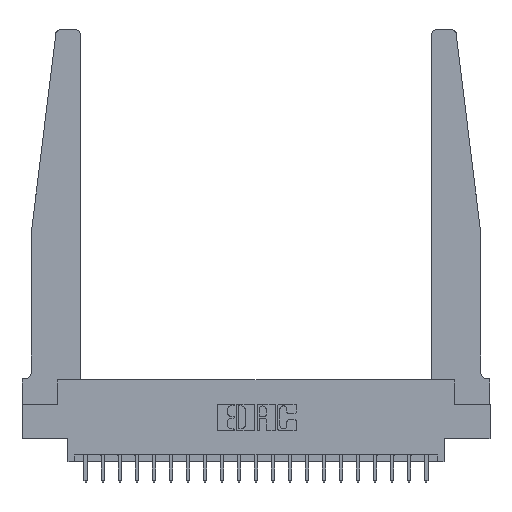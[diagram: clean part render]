
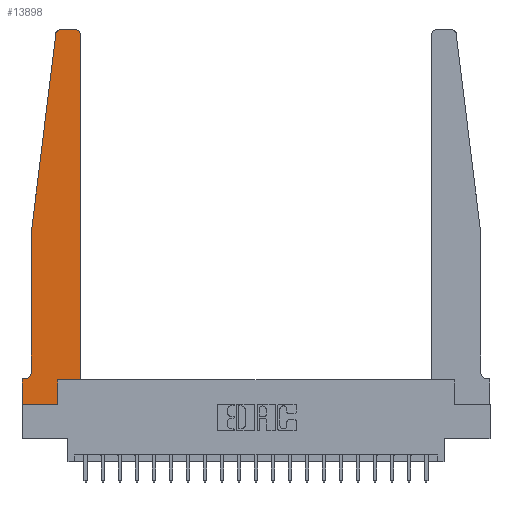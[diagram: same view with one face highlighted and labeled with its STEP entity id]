
A CAD part, top view. The second image highlights one B-rep face of the part: STEP entity #13898.
In plain terms, the highlighted planar face has unit normal (0, 0, 1).
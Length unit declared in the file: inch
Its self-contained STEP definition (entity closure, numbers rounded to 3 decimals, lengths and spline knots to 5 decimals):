
#27 = VERTEX_POINT ( 'NONE', #6257 ) ;
#329 = VECTOR ( 'NONE', #2259, 39.37008 ) ;
#603 = VERTEX_POINT ( 'NONE', #19698 ) ;
#836 = EDGE_CURVE ( 'NONE', #1319, #12889, #14230, .T. ) ;
#896 = CARTESIAN_POINT ( 'NONE',  ( 0.2605, 0.18, 0.37 ) ) ;
#904 = VERTEX_POINT ( 'NONE', #5725 ) ;
#1183 = VERTEX_POINT ( 'NONE', #19665 ) ;
#1276 = CARTESIAN_POINT ( 'NONE',  ( 0., 0., 0.37 ) ) ;
#1319 = VERTEX_POINT ( 'NONE', #18452 ) ;
#1730 = ORIENTED_EDGE ( 'NONE', *, *, #20012, .T. ) ;
#2259 = DIRECTION ( 'NONE',  ( -1., 0., 0. ) ) ;
#2369 = LINE ( 'NONE', #3141, #19430 ) ;
#2859 = CARTESIAN_POINT ( 'NONE',  ( 0.425, 0.18, 0.37 ) ) ;
#3141 = CARTESIAN_POINT ( 'NONE',  ( 0.425, 0.18, 0.37 ) ) ;
#3294 = AXIS2_PLACEMENT_3D ( 'NONE', #7885, #19362, #9584 ) ;
#3378 = VERTEX_POINT ( 'NONE', #10323 ) ;
#3493 = CIRCLE ( 'NONE', #14796, 0.03 ) ;
#4046 = CARTESIAN_POINT ( 'NONE',  ( 0.065, 1.25, 0.37 ) ) ;
#4179 = LINE ( 'NONE', #2859, #9685 ) ;
#4321 = CARTESIAN_POINT ( 'NONE',  ( 0.395, 2.72, 0.37 ) ) ;
#4707 = DIRECTION ( 'NONE',  ( 1., 0., 0. ) ) ;
#4736 = ORIENTED_EDGE ( 'NONE', *, *, #9256, .T. ) ;
#4899 = CARTESIAN_POINT ( 'NONE',  ( 0.015, 0.2375, 0.37 ) ) ;
#5370 = VERTEX_POINT ( 'NONE', #17046 ) ;
#5511 = EDGE_CURVE ( 'NONE', #12889, #904, #9275, .T. ) ;
#5622 = LINE ( 'NONE', #1276, #9034 ) ;
#5669 = EDGE_CURVE ( 'NONE', #5370, #13321, #6628, .T. ) ;
#5725 = CARTESIAN_POINT ( 'NONE',  ( 0.24675, 2.72367, 0.37 ) ) ;
#5980 = DIRECTION ( 'NONE',  ( 1., 0., 0. ) ) ;
#6153 = DIRECTION ( 'NONE',  ( 0., 1., 0. ) ) ;
#6257 = CARTESIAN_POINT ( 'NONE',  ( 0.2605, 0., 0.37 ) ) ;
#6556 = DIRECTION ( 'NONE',  ( -1., 0., 0. ) ) ;
#6628 = CIRCLE ( 'NONE', #11153, 0.05 ) ;
#6838 = LINE ( 'NONE', #4046, #19442 ) ;
#6856 = CARTESIAN_POINT ( 'NONE',  ( 0., 0.1875, 0.37 ) ) ;
#7022 = CARTESIAN_POINT ( 'NONE',  ( 0.065, 0.1875, 0.37 ) ) ;
#7698 = ORIENTED_EDGE ( 'NONE', *, *, #5669, .T. ) ;
#7885 = CARTESIAN_POINT ( 'NONE',  ( 0.27653, 2.72, 0.37 ) ) ;
#7983 = CARTESIAN_POINT ( 'NONE',  ( 0., 0., 0.37 ) ) ;
#8044 = CARTESIAN_POINT ( 'NONE',  ( 0., 0.1875, 0.37 ) ) ;
#8047 = ORIENTED_EDGE ( 'NONE', *, *, #836, .T. ) ;
#8132 = EDGE_CURVE ( 'NONE', #10864, #603, #2369, .T. ) ;
#8392 = DIRECTION ( 'NONE',  ( 0., -1., 0. ) ) ;
#8495 = CARTESIAN_POINT ( 'NONE',  ( 0.015, 0.1875, 0.37 ) ) ;
#8551 = DIRECTION ( 'NONE',  ( 0., 0., 1. ) ) ;
#8837 = EDGE_LOOP ( 'NONE', ( #8047, #16702, #12959, #9109, #7698, #9532, #12036, #1730, #15795, #12537, #4736, #18145 ) ) ;
#8982 = CARTESIAN_POINT ( 'NONE',  ( 0.065, 1.25, 0.37 ) ) ;
#9034 = VECTOR ( 'NONE', #4707, 39.37008 ) ;
#9109 = ORIENTED_EDGE ( 'NONE', *, *, #9675, .T. ) ;
#9256 = EDGE_CURVE ( 'NONE', #603, #3378, #4179, .T. ) ;
#9275 = CIRCLE ( 'NONE', #3294, 0.03 ) ;
#9444 = VECTOR ( 'NONE', #8392, 39.37008 ) ;
#9532 = ORIENTED_EDGE ( 'NONE', *, *, #19714, .T. ) ;
#9579 = VECTOR ( 'NONE', #19107, 39.37008 ) ;
#9584 = DIRECTION ( 'NONE',  ( 1., 0., 0. ) ) ;
#9675 = EDGE_CURVE ( 'NONE', #1183, #5370, #6838, .T. ) ;
#9685 = VECTOR ( 'NONE', #6153, 39.37008 ) ;
#9951 = VERTEX_POINT ( 'NONE', #8044 ) ;
#10102 = LINE ( 'NONE', #896, #9579 ) ;
#10149 = AXIS2_PLACEMENT_3D ( 'NONE', #6856, #8551, #20019 ) ;
#10323 = CARTESIAN_POINT ( 'NONE',  ( 0.425, 2.72, 0.37 ) ) ;
#10479 = EDGE_CURVE ( 'NONE', #9951, #19990, #18144, .T. ) ;
#10864 = VERTEX_POINT ( 'NONE', #20569 ) ;
#11153 = AXIS2_PLACEMENT_3D ( 'NONE', #4899, #16467, #6556 ) ;
#11409 = VECTOR ( 'NONE', #17168, 39.37008 ) ;
#12027 = DIRECTION ( 'NONE',  ( -1., 0., 0. ) ) ;
#12036 = ORIENTED_EDGE ( 'NONE', *, *, #10479, .T. ) ;
#12537 = ORIENTED_EDGE ( 'NONE', *, *, #8132, .T. ) ;
#12889 = VERTEX_POINT ( 'NONE', #15723 ) ;
#12959 = ORIENTED_EDGE ( 'NONE', *, *, #18643, .T. ) ;
#13321 = VERTEX_POINT ( 'NONE', #8495 ) ;
#13709 = VECTOR ( 'NONE', #12027, 39.37008 ) ;
#13898 = ADVANCED_FACE ( 'NONE', ( #20586 ), #16745, .T. ) ;
#13944 = CARTESIAN_POINT ( 'NONE',  ( 0.25, 2.75, 0.37 ) ) ;
#14230 = LINE ( 'NONE', #13944, #329 ) ;
#14796 = AXIS2_PLACEMENT_3D ( 'NONE', #4321, #15903, #5980 ) ;
#15723 = CARTESIAN_POINT ( 'NONE',  ( 0.27653, 2.75, 0.37 ) ) ;
#15783 = LINE ( 'NONE', #8982, #11409 ) ;
#15795 = ORIENTED_EDGE ( 'NONE', *, *, #19438, .T. ) ;
#15903 = DIRECTION ( 'NONE',  ( 0., 0., 1. ) ) ;
#16467 = DIRECTION ( 'NONE',  ( 0., 0., -1. ) ) ;
#16599 = CARTESIAN_POINT ( 'NONE',  ( 0., 0., 0.37 ) ) ;
#16702 = ORIENTED_EDGE ( 'NONE', *, *, #5511, .T. ) ;
#16745 = PLANE ( 'NONE',  #10149 ) ;
#17046 = CARTESIAN_POINT ( 'NONE',  ( 0.065, 0.2375, 0.37 ) ) ;
#17168 = DIRECTION ( 'NONE',  ( -0.122, -0.992, 0. ) ) ;
#18144 = LINE ( 'NONE', #16599, #9444 ) ;
#18145 = ORIENTED_EDGE ( 'NONE', *, *, #20575, .T. ) ;
#18452 = CARTESIAN_POINT ( 'NONE',  ( 0.395, 2.75, 0.37 ) ) ;
#18515 = LINE ( 'NONE', #7022, #13709 ) ;
#18643 = EDGE_CURVE ( 'NONE', #904, #1183, #15783, .T. ) ;
#18956 = DIRECTION ( 'NONE',  ( 0., -1., 0. ) ) ;
#19107 = DIRECTION ( 'NONE',  ( 0., 1., 0. ) ) ;
#19362 = DIRECTION ( 'NONE',  ( 0., 0., 1. ) ) ;
#19430 = VECTOR ( 'NONE', #19684, 39.37008 ) ;
#19438 = EDGE_CURVE ( 'NONE', #27, #10864, #10102, .T. ) ;
#19442 = VECTOR ( 'NONE', #18956, 39.37008 ) ;
#19665 = CARTESIAN_POINT ( 'NONE',  ( 0.065, 1.25, 0.37 ) ) ;
#19684 = DIRECTION ( 'NONE',  ( 1., 0., 0. ) ) ;
#19698 = CARTESIAN_POINT ( 'NONE',  ( 0.425, 0.18, 0.37 ) ) ;
#19714 = EDGE_CURVE ( 'NONE', #13321, #9951, #18515, .T. ) ;
#19990 = VERTEX_POINT ( 'NONE', #7983 ) ;
#20012 = EDGE_CURVE ( 'NONE', #19990, #27, #5622, .T. ) ;
#20019 = DIRECTION ( 'NONE',  ( 1., 0., 0. ) ) ;
#20569 = CARTESIAN_POINT ( 'NONE',  ( 0.2605, 0.18, 0.37 ) ) ;
#20575 = EDGE_CURVE ( 'NONE', #3378, #1319, #3493, .T. ) ;
#20586 = FACE_OUTER_BOUND ( 'NONE', #8837, .T. ) ;
